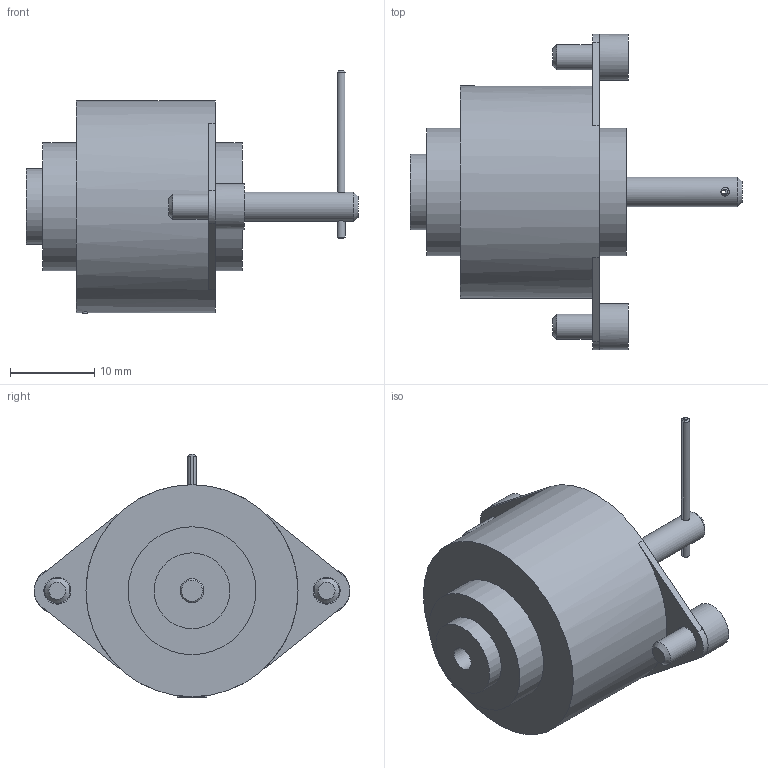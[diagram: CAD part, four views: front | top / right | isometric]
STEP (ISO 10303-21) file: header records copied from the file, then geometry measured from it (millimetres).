
FILE_DESCRIPTION( ( '' ), ' ' );
FILE_NAME( '5858eb73112be6126affa6dc.step', '2016-12-20T08:27:32', ( '' ), ( '' ), ' ', ' ', ' ' );
FILE_SCHEMA( ( 'AUTOMOTIVE_DESIGN { 1 0 10303 214 1 1 1 1 }' ) );
Length unit declared in the file: metre
Products named in the file (1): Motor Finger B
Bounding box: 39.45 x 37.5 x 28.9 mm (x, y, z)
Volume: 10055.4 mm3; surface area: 3500 mm2
Topology: 1 solids, 1 shells, 76 faces, 188 edges, 123 vertices
Faces by surface type: cylinder 41, plane 29, cone 6
Full cylindrical faces by diameter (mm): 2.85 x1, 3 x2, 3.2 x2, 3.5 x1, 5.5 x2, 9 x1, 15.2 x2, 25.2 x1
Entity records: 2780 total; most frequent: CARTESIAN_POINT 491, DIRECTION 350, ORIENTED_EDGE 318, EDGE_CURVE 159, AXIS2_PLACEMENT_3D 146, VERTEX_POINT 111, EDGE_LOOP 104, FACE_OUTER_BOUND 88
